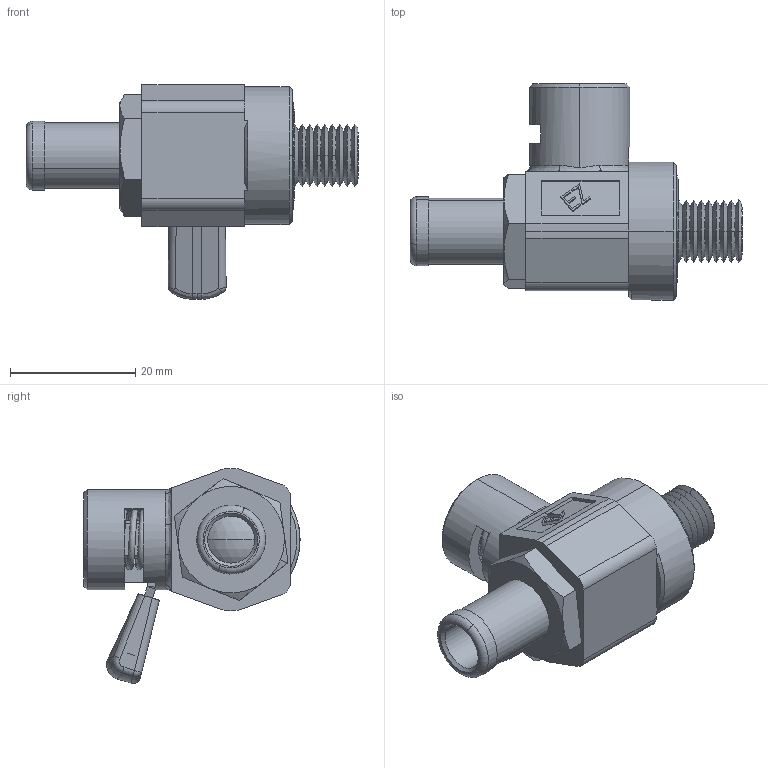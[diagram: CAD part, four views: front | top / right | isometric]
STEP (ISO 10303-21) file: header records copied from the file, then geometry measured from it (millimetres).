
FILE_DESCRIPTION (( 'STEP AP203' ), '1' );
FILE_NAME ('EZ-S1-H.STEP', '2015-10-30T03:18:24', ( '微软用户' ), ( '微软中国' ), 'SwSTEP 2.0', 'SolidWorks 2010', '' );
FILE_SCHEMA (( 'CONFIG_CONTROL_DESIGN' ));
Length unit declared in the file: millimetre
Products named in the file (11): ｿｨｻﾉ_4_1_1; 球体10; Oﾐﾍﾈｦ_2_1_1; ﾐ｡ﾊﾖｱ銈4_1_1; ｵ貳ｬ_4_1_1; EZ-S1-H; 球座1_4_1_1; 115概极_3_1_1; S-EZO-Hñ_1; ﾐ｡ｵｯｻﾉ_1_4_1_1; ｷｧｸﾋ_4_1_1
Assembly tree (11 placements, depth 2):
  EZ-S1-H
    ｵ貳ｬ_4_1_1
    球座1_4_1_1  x2
    ﾐ｡ｵｯｻﾉ_1_4_1_1
    ｷｧｸﾋ_4_1_1
    ｿｨｻﾉ_4_1_1
    115概极_3_1_1
    Oﾐﾍﾈｦ_2_1_1
    球体10
    S-EZO-Hñ_1
    ﾐ｡ﾊﾖｱ銈4_1_1
Bounding box: 53 x 34.5 x 34.31 mm (x, y, z)
Volume: 11501 mm3; surface area: 11243 mm2
Topology: 11 solids, 12 shells, 344 faces, 831 edges, 524 vertices
Faces by surface type: plane 127, cylinder 99, cone 58, bspline 48, torus 8, sphere 4
Entity records: 16143 total; most frequent: CARTESIAN_POINT 7150, ORIENTED_EDGE 1633, DIRECTION 1622, EDGE_CURVE 818, AXIS2_PLACEMENT_3D 629, VERTEX_POINT 517, EDGE_LOOP 374, VECTOR 364
